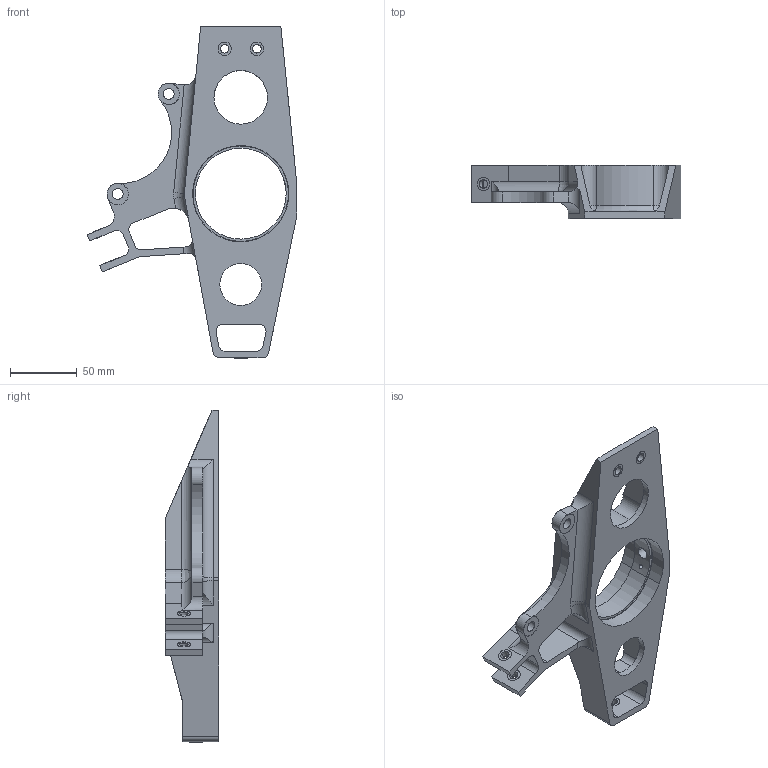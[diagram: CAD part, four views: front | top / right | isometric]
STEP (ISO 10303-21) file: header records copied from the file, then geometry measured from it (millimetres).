
FILE_DESCRIPTION(('CATIA V5 STEP Exchange'),'2;1');
FILE_NAME('SU_11001 (Rear Left Upright)_v03.stp','2019-12-03T20:30:15+00:00',('none'),('none'),'CATIA Version 5 Release 19 SP 2 (IN-10)','CATIA V5 STEP AP203','none');
FILE_SCHEMA(('CONFIG_CONTROL_DESIGN'));
Length unit declared in the file: millimetre
Products named in the file (1): SU_11001
Bounding box: 156.93 x 40.1 x 248.3 mm (x, y, z)
Volume: 239459.6 mm3; surface area: 76975.3 mm2
Topology: 1 solids, 1 shells, 194 faces, 498 edges, 325 vertices
Faces by surface type: cylinder 117, plane 64, torus 6, revolution 4, sphere 2, bspline 1
Entity records: 5829 total; most frequent: CARTESIAN_POINT 1376, ORIENTED_EDGE 986, DIRECTION 718, EDGE_CURVE 493, AXIS2_PLACEMENT_3D 333, VERTEX_POINT 312, VECTOR 255, LINE 255
